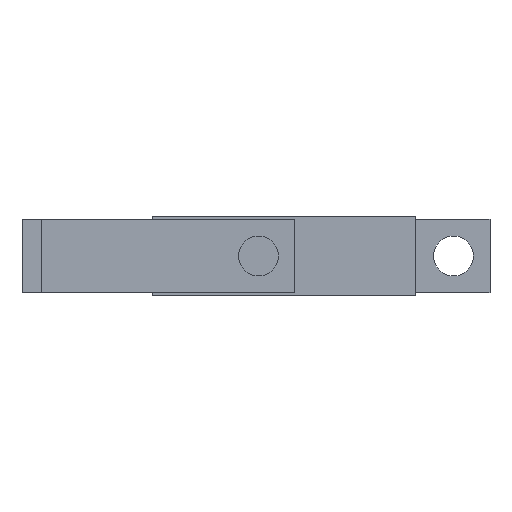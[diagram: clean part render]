
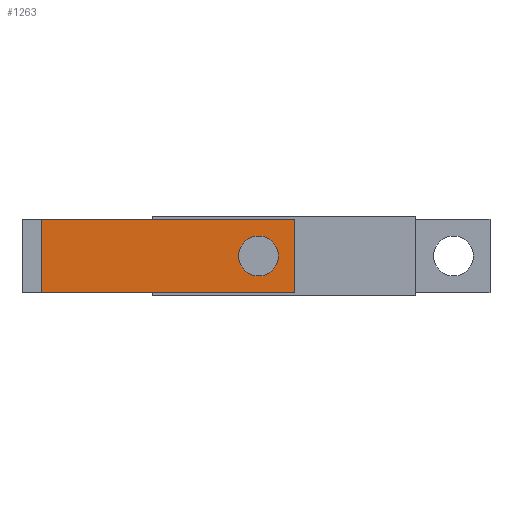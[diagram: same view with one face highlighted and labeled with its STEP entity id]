
A CAD part, left-side view. The second image highlights one B-rep face of the part: STEP entity #1263.
In plain terms, the highlighted planar face has unit normal (-1, 0, 0).
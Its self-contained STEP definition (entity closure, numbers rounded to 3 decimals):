
#1232=AXIS2_PLACEMENT_3D('Plane Axis2P3D',#1229,#1230,#1231) ;
#1247=AXIS2_PLACEMENT_3D('Circle Axis2P3D',#1245,#1246,$) ;
#1256=AXIS2_PLACEMENT_3D('Circle Axis2P3D',#1254,#1255,$) ;
#1130=CARTESIAN_POINT('Line Origine',(-25.75,-40.9,58.)) ;
#1134=CARTESIAN_POINT('Vertex',(-25.75,-40.9,50.5)) ;
#1136=CARTESIAN_POINT('Vertex',(-25.75,-40.9,65.5)) ;
#1165=CARTESIAN_POINT('Line Origine',(-25.75,-14.9,50.5)) ;
#1169=CARTESIAN_POINT('Vertex',(-25.75,11.1,50.5)) ;
#1211=CARTESIAN_POINT('Vertex',(-25.75,11.1,65.5)) ;
#1214=CARTESIAN_POINT('Line Origine',(-25.75,-14.9,65.5)) ;
#1229=CARTESIAN_POINT('Axis2P3D Location',(-25.75,11.1,0.)) ;
#1234=CARTESIAN_POINT('Line Origine',(-25.75,11.1,58.)) ;
#1245=CARTESIAN_POINT('Axis2P3D Location',(-25.75,-33.4,58.)) ;
#1249=CARTESIAN_POINT('Vertex',(-25.75,-33.4,53.9)) ;
#1251=CARTESIAN_POINT('Vertex',(-25.75,-33.4,62.1)) ;
#1254=CARTESIAN_POINT('Axis2P3D Location',(-25.75,-33.4,58.)) ;
#1131=DIRECTION('Vector Direction',(0.,0.,1.)) ;
#1166=DIRECTION('Vector Direction',(0.,-1.,0.)) ;
#1215=DIRECTION('Vector Direction',(0.,-1.,0.)) ;
#1230=DIRECTION('Axis2P3D Direction',(-1.,0.,0.)) ;
#1231=DIRECTION('Axis2P3D XDirection',(0.,-1.,0.)) ;
#1235=DIRECTION('Vector Direction',(0.,0.,1.)) ;
#1246=DIRECTION('Axis2P3D Direction',(-1.,0.,0.)) ;
#1255=DIRECTION('Axis2P3D Direction',(-1.,0.,0.)) ;
#1132=VECTOR('Line Direction',#1131,1.) ;
#1167=VECTOR('Line Direction',#1166,1.) ;
#1216=VECTOR('Line Direction',#1215,1.) ;
#1236=VECTOR('Line Direction',#1235,1.) ;
#1240=ORIENTED_EDGE('',*,*,#1238,.F.) ;
#1241=ORIENTED_EDGE('',*,*,#1171,.T.) ;
#1242=ORIENTED_EDGE('',*,*,#1138,.T.) ;
#1243=ORIENTED_EDGE('',*,*,#1218,.F.) ;
#1260=ORIENTED_EDGE('',*,*,#1253,.F.) ;
#1261=ORIENTED_EDGE('',*,*,#1258,.F.) ;
#1262=FACE_BOUND('',#1259,.T.) ;
#1263=ADVANCED_FACE('Terminali posteriori verticali superiori',(#1244,#1262),#1233,.T.) ;
#1248=CIRCLE('generated circle',#1247,4.1) ;
#1257=CIRCLE('generated circle',#1256,4.1) ;
#1138=EDGE_CURVE('',#1135,#1137,#1133,.T.) ;
#1171=EDGE_CURVE('',#1170,#1135,#1168,.T.) ;
#1218=EDGE_CURVE('',#1212,#1137,#1217,.T.) ;
#1238=EDGE_CURVE('',#1170,#1212,#1237,.T.) ;
#1253=EDGE_CURVE('',#1250,#1252,#1248,.T.) ;
#1258=EDGE_CURVE('',#1252,#1250,#1257,.T.) ;
#1239=EDGE_LOOP('',(#1240,#1241,#1242,#1243)) ;
#1259=EDGE_LOOP('',(#1260,#1261)) ;
#1244=FACE_OUTER_BOUND('',#1239,.T.) ;
#1133=LINE('Line',#1130,#1132) ;
#1168=LINE('Line',#1165,#1167) ;
#1217=LINE('Line',#1214,#1216) ;
#1237=LINE('Line',#1234,#1236) ;
#1233=PLANE('',#1232) ;
#1135=VERTEX_POINT('',#1134) ;
#1137=VERTEX_POINT('',#1136) ;
#1170=VERTEX_POINT('',#1169) ;
#1212=VERTEX_POINT('',#1211) ;
#1250=VERTEX_POINT('',#1249) ;
#1252=VERTEX_POINT('',#1251) ;
